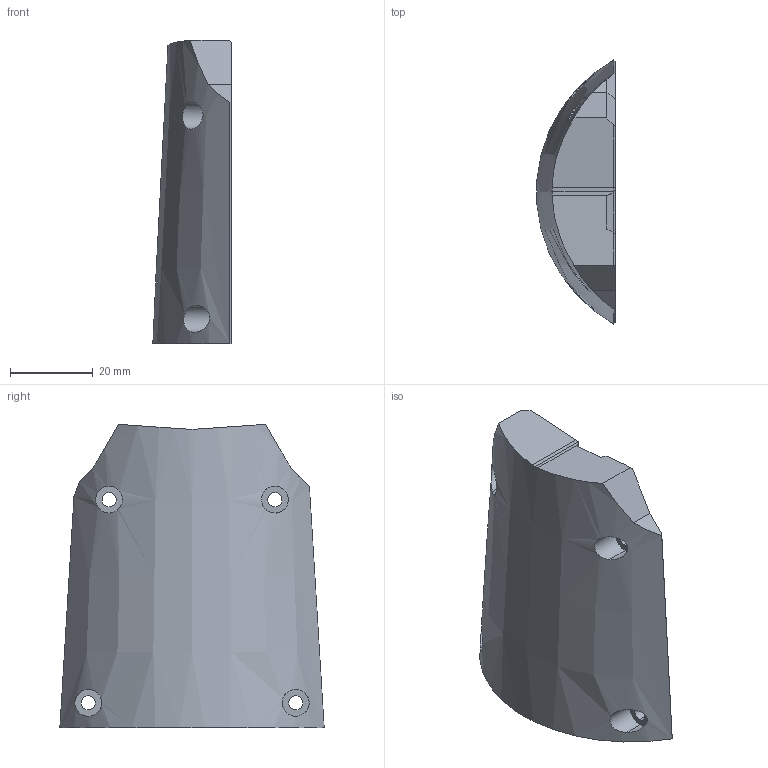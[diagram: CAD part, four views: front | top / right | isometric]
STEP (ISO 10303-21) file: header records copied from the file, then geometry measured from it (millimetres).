
FILE_DESCRIPTION (( 'STEP AP214' ), '1' );
FILE_NAME ('fore_arm.STEP', '2025-05-27T14:01:35', ( '' ), ( '' ), 'SwSTEP 2.0', 'SolidWorks 2025', '' );
FILE_SCHEMA (( 'AUTOMOTIVE_DESIGN' ));
Length unit declared in the file: millimetre
Products named in the file (1): fore_arm_part2
Bounding box: 18.88 x 63.73 x 73.16 mm (x, y, z)
Volume: 43659.1 mm3; surface area: 11630.9 mm2
Topology: 1 solids, 1 shells, 66 faces, 171 edges, 111 vertices
Faces by surface type: plane 38, cylinder 20, bspline 6, cone 2
Entity records: 2543 total; most frequent: CARTESIAN_POINT 990, ORIENTED_EDGE 342, DIRECTION 272, EDGE_CURVE 171, VERTEX_POINT 111, LINE 96, VECTOR 96, AXIS2_PLACEMENT_3D 88
